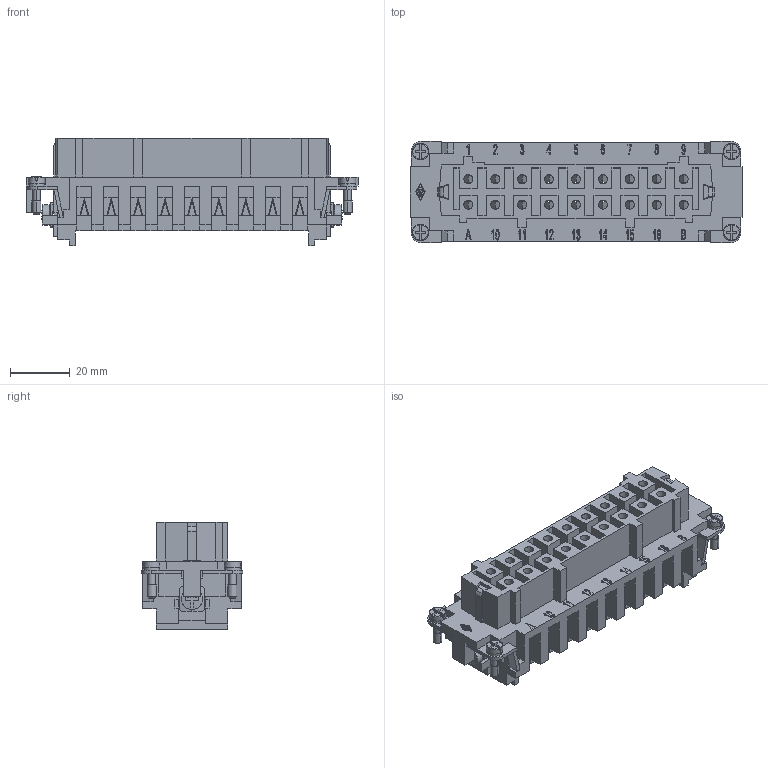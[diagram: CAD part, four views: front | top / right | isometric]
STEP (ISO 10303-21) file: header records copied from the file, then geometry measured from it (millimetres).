
FILE_DESCRIPTION((''),'2;1');
FILE_NAME('CMCEF 16 N.stp','2006-10-31T16:04:09',('gembarski'),(''),'Autodesk Inventor 7','Autodesk Inventor 7','');
FILE_SCHEMA(('AUTOMOTIVE_DESIGN { 1 0 10303 214 1 1 1 1 }'));
Length unit declared in the file: millimetre
Products named in the file (1): CMCEF 16 N
Bounding box: 111 x 34 x 36 mm (x, y, z)
Volume: 48999.3 mm3; surface area: 38977.4 mm2
Topology: 19 solids, 19 shells, 1731 faces, 4645 edges, 3040 vertices
Faces by surface type: plane 867, bspline 688, cylinder 160, torus 8, cone 4, sphere 4
Entity records: 56118 total; most frequent: CARTESIAN_POINT 15595, ORIENTED_EDGE 9302, DIRECTION 6573, EDGE_CURVE 4651, VECTOR 3457, LINE 3457, VERTEX_POINT 3040, EDGE_LOOP 1901
